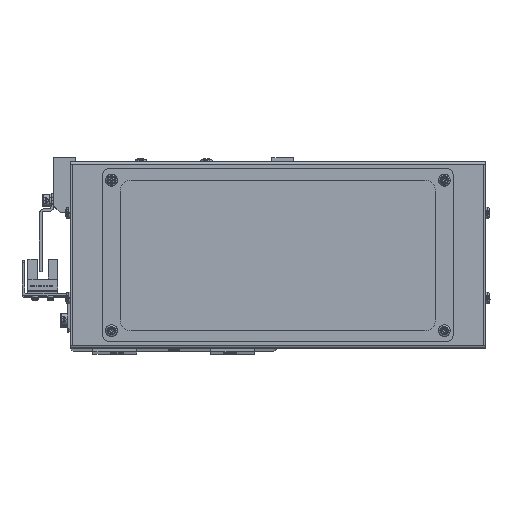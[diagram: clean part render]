
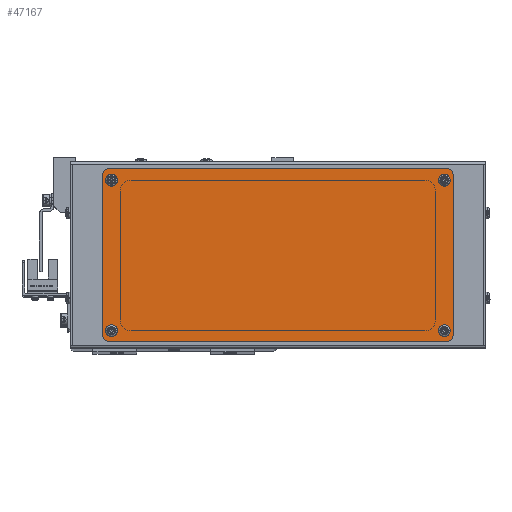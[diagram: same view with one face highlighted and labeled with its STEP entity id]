
A CAD part, top view. The second image highlights one B-rep face of the part: STEP entity #47167.
In plain terms, the highlighted face is planar.
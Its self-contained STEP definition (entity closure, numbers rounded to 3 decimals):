
#106 = EDGE_CURVE ( 'NONE', #65141, #4012, #63255, .T. ) ;
#554 = EDGE_LOOP ( 'NONE', ( #69028, #67359, #44184, #22482, #65976, #56816, #2921, #24164 ) ) ;
#735 = FACE_BOUND ( 'NONE', #18729, .T. ) ;
#2921 = ORIENTED_EDGE ( 'NONE', *, *, #65147, .F. ) ;
#3186 = DIRECTION ( 'NONE',  ( 0., 0., 1. ) ) ;
#3389 = AXIS2_PLACEMENT_3D ( 'NONE', #16021, #16006, #15929 ) ;
#4012 = VERTEX_POINT ( 'NONE', #51321 ) ;
#5083 = EDGE_CURVE ( 'NONE', #9005, #27197, #8350, .T. ) ;
#5126 = ORIENTED_EDGE ( 'NONE', *, *, #37428, .T. ) ;
#6623 = AXIS2_PLACEMENT_3D ( 'NONE', #12244, #50512, #17825 ) ;
#7044 = EDGE_CURVE ( 'NONE', #52276, #68833, #44757, .T. ) ;
#7539 = EDGE_CURVE ( 'NONE', #32228, #47555, #19032, .T. ) ;
#7712 = AXIS2_PLACEMENT_3D ( 'NONE', #50199, #17498, #55561 ) ;
#8350 = LINE ( 'NONE', #10048, #19576 ) ;
#9005 = VERTEX_POINT ( 'NONE', #31418 ) ;
#9197 = CARTESIAN_POINT ( 'NONE',  ( -74.55, 34.25, 0. ) ) ;
#9267 = DIRECTION ( 'NONE',  ( -1., 0., 0. ) ) ;
#9568 = LINE ( 'NONE', #30704, #51504 ) ;
#10048 = CARTESIAN_POINT ( 'NONE',  ( -77.25, 39.75, 0. ) ) ;
#11326 = CIRCLE ( 'NONE', #29130, 3. ) ;
#11854 = CARTESIAN_POINT ( 'NONE',  ( -77.25, 36.75, 0. ) ) ;
#12244 = CARTESIAN_POINT ( 'NONE',  ( -77.25, 36.75, 0. ) ) ;
#12734 = AXIS2_PLACEMENT_3D ( 'NONE', #29043, #66518, #34510 ) ;
#12801 = CARTESIAN_POINT ( 'NONE',  ( -80.25, -36.75, 0. ) ) ;
#13672 = FACE_BOUND ( 'NONE', #23753, .T. ) ;
#15408 = FACE_OUTER_BOUND ( 'NONE', #554, .T. ) ;
#15544 = CARTESIAN_POINT ( 'NONE',  ( -80.25, 36.75, 0. ) ) ;
#15929 = DIRECTION ( 'NONE',  ( 1., 0., 0. ) ) ;
#16006 = DIRECTION ( 'NONE',  ( 0., 0., 1. ) ) ;
#16021 = CARTESIAN_POINT ( 'NONE',  ( -76.25, -34.75, 0. ) ) ;
#16574 = EDGE_CURVE ( 'NONE', #70188, #9005, #31138, .T. ) ;
#17498 = DIRECTION ( 'NONE',  ( 0., 0., 1. ) ) ;
#17543 = DIRECTION ( 'NONE',  ( 0., 0., 1. ) ) ;
#17825 = DIRECTION ( 'NONE',  ( 1., 0., 0. ) ) ;
#17833 = CARTESIAN_POINT ( 'NONE',  ( -77.25, 39.75, 0. ) ) ;
#18671 = EDGE_CURVE ( 'NONE', #64243, #28181, #35116, .T. ) ;
#18729 = EDGE_LOOP ( 'NONE', ( #49914, #44224 ) ) ;
#19032 = CIRCLE ( 'NONE', #60452, 1.7 ) ;
#19366 = VECTOR ( 'NONE', #46718, 1000. ) ;
#19576 = VECTOR ( 'NONE', #9267, 1000. ) ;
#19764 = CARTESIAN_POINT ( 'NONE',  ( 77.25, -39.75, 0. ) ) ;
#19859 = CARTESIAN_POINT ( 'NONE',  ( 76.25, 34.25, 0. ) ) ;
#20464 = AXIS2_PLACEMENT_3D ( 'NONE', #59216, #59191, #59136 ) ;
#20844 = CIRCLE ( 'NONE', #7712, 1.7 ) ;
#21112 = LINE ( 'NONE', #30125, #19366 ) ;
#22211 = EDGE_CURVE ( 'NONE', #40762, #53711, #9568, .T. ) ;
#22482 = ORIENTED_EDGE ( 'NONE', *, *, #29986, .F. ) ;
#22503 = CARTESIAN_POINT ( 'NONE',  ( 77.25, -39.75, 0. ) ) ;
#23753 = EDGE_LOOP ( 'NONE', ( #26423, #63024 ) ) ;
#24164 = ORIENTED_EDGE ( 'NONE', *, *, #22211, .F. ) ;
#25384 = DIRECTION ( 'NONE',  ( 1., 0., 0. ) ) ;
#25466 = DIRECTION ( 'NONE',  ( 1., 0., 0. ) ) ;
#26423 = ORIENTED_EDGE ( 'NONE', *, *, #39171, .T. ) ;
#26720 = EDGE_CURVE ( 'NONE', #27197, #40762, #64117, .T. ) ;
#27197 = VERTEX_POINT ( 'NONE', #17833 ) ;
#27376 = CARTESIAN_POINT ( 'NONE',  ( -77.95, 34.25, 0. ) ) ;
#27523 = CARTESIAN_POINT ( 'NONE',  ( -74.55, -34.75, 0. ) ) ;
#28181 = VERTEX_POINT ( 'NONE', #27376 ) ;
#28369 = FACE_BOUND ( 'NONE', #33973, .T. ) ;
#29043 = CARTESIAN_POINT ( 'NONE',  ( -76.25, -34.75, 0. ) ) ;
#29130 = AXIS2_PLACEMENT_3D ( 'NONE', #50241, #17543, #55602 ) ;
#29709 = CARTESIAN_POINT ( 'NONE',  ( 80.25, -36.75, 0. ) ) ;
#29986 = EDGE_CURVE ( 'NONE', #60234, #70188, #21112, .T. ) ;
#30125 = CARTESIAN_POINT ( 'NONE',  ( 80.25, 36.75, 0. ) ) ;
#30619 = AXIS2_PLACEMENT_3D ( 'NONE', #11854, #33789, #60817 ) ;
#30704 = CARTESIAN_POINT ( 'NONE',  ( -80.25, -36.75, 0. ) ) ;
#30863 = DIRECTION ( 'NONE',  ( 0., -1., 0. ) ) ;
#31138 = CIRCLE ( 'NONE', #20464, 3. ) ;
#31245 = CARTESIAN_POINT ( 'NONE',  ( 76.25, -34.75, 0. ) ) ;
#31418 = CARTESIAN_POINT ( 'NONE',  ( 77.25, 39.75, 0. ) ) ;
#32228 = VERTEX_POINT ( 'NONE', #34553 ) ;
#32748 = EDGE_CURVE ( 'NONE', #28181, #64243, #20844, .T. ) ;
#33161 = ORIENTED_EDGE ( 'NONE', *, *, #18671, .T. ) ;
#33426 = AXIS2_PLACEMENT_3D ( 'NONE', #31245, #68609, #36724 ) ;
#33789 = DIRECTION ( 'NONE',  ( 0., 0., 1. ) ) ;
#33973 = EDGE_LOOP ( 'NONE', ( #48309, #33161 ) ) ;
#34145 = AXIS2_PLACEMENT_3D ( 'NONE', #19859, #57833, #25466 ) ;
#34510 = DIRECTION ( 'NONE',  ( 1., 0., 0. ) ) ;
#34553 = CARTESIAN_POINT ( 'NONE',  ( 77.95, -34.75, 0. ) ) ;
#35116 = CIRCLE ( 'NONE', #45670, 1.7 ) ;
#36139 = CARTESIAN_POINT ( 'NONE',  ( 77.25, -36.75, 0. ) ) ;
#36724 = DIRECTION ( 'NONE',  ( 1., 0., 0. ) ) ;
#37428 = EDGE_CURVE ( 'NONE', #47555, #32228, #49042, .T. ) ;
#38881 = AXIS2_PLACEMENT_3D ( 'NONE', #40447, #40165, #40011 ) ;
#39171 = EDGE_CURVE ( 'NONE', #68833, #52276, #61388, .T. ) ;
#40011 = DIRECTION ( 'NONE',  ( 1., 0., 0. ) ) ;
#40165 = DIRECTION ( 'NONE',  ( 0., 0., 1. ) ) ;
#40447 = CARTESIAN_POINT ( 'NONE',  ( 76.25, 34.25, 0. ) ) ;
#40762 = VERTEX_POINT ( 'NONE', #15544 ) ;
#41596 = DIRECTION ( 'NONE',  ( 1., 0., 0. ) ) ;
#42456 = CIRCLE ( 'NONE', #34145, 1.7 ) ;
#42944 = EDGE_CURVE ( 'NONE', #4012, #65141, #42456, .T. ) ;
#43283 = EDGE_LOOP ( 'NONE', ( #5126, #62395 ) ) ;
#43559 = EDGE_CURVE ( 'NONE', #53579, #60234, #64076, .T. ) ;
#44184 = ORIENTED_EDGE ( 'NONE', *, *, #16574, .F. ) ;
#44224 = ORIENTED_EDGE ( 'NONE', *, *, #42944, .T. ) ;
#44757 = CIRCLE ( 'NONE', #3389, 1.7 ) ;
#45670 = AXIS2_PLACEMENT_3D ( 'NONE', #50232, #50226, #50135 ) ;
#45903 = CARTESIAN_POINT ( 'NONE',  ( 80.25, 36.75, 0. ) ) ;
#46718 = DIRECTION ( 'NONE',  ( 0., 1., 0. ) ) ;
#47167 = ADVANCED_FACE ( 'NONE', ( #13672, #28369, #15408, #735, #69351 ), #55504, .F. ) ;
#47555 = VERTEX_POINT ( 'NONE', #59624 ) ;
#47634 = LINE ( 'NONE', #19764, #49335 ) ;
#48309 = ORIENTED_EDGE ( 'NONE', *, *, #32748, .T. ) ;
#48681 = CARTESIAN_POINT ( 'NONE',  ( -77.95, -34.75, 0. ) ) ;
#49042 = CIRCLE ( 'NONE', #33426, 1.7 ) ;
#49335 = VECTOR ( 'NONE', #25384, 1000. ) ;
#49594 = AXIS2_PLACEMENT_3D ( 'NONE', #36139, #3186, #41596 ) ;
#49914 = ORIENTED_EDGE ( 'NONE', *, *, #106, .T. ) ;
#50135 = DIRECTION ( 'NONE',  ( 1., 0., 0. ) ) ;
#50199 = CARTESIAN_POINT ( 'NONE',  ( -76.25, 34.25, 0. ) ) ;
#50226 = DIRECTION ( 'NONE',  ( 0., 0., 1. ) ) ;
#50232 = CARTESIAN_POINT ( 'NONE',  ( -76.25, 34.25, 0. ) ) ;
#50241 = CARTESIAN_POINT ( 'NONE',  ( -77.25, -36.75, 0. ) ) ;
#50512 = DIRECTION ( 'NONE',  ( 0., 0., 1. ) ) ;
#51321 = CARTESIAN_POINT ( 'NONE',  ( 77.95, 34.25, 0. ) ) ;
#51504 = VECTOR ( 'NONE', #30863, 1000. ) ;
#52276 = VERTEX_POINT ( 'NONE', #27523 ) ;
#53579 = VERTEX_POINT ( 'NONE', #22503 ) ;
#53711 = VERTEX_POINT ( 'NONE', #12801 ) ;
#54662 = VERTEX_POINT ( 'NONE', #54830 ) ;
#54830 = CARTESIAN_POINT ( 'NONE',  ( -77.25, -39.75, 0. ) ) ;
#55152 = CARTESIAN_POINT ( 'NONE',  ( 74.55, 34.25, 0. ) ) ;
#55504 = PLANE ( 'NONE',  #30619 ) ;
#55561 = DIRECTION ( 'NONE',  ( 1., 0., 0. ) ) ;
#55602 = DIRECTION ( 'NONE',  ( 1., 0., 0. ) ) ;
#56816 = ORIENTED_EDGE ( 'NONE', *, *, #62034, .F. ) ;
#57833 = DIRECTION ( 'NONE',  ( 0., 0., 1. ) ) ;
#59136 = DIRECTION ( 'NONE',  ( 1., 0., 0. ) ) ;
#59191 = DIRECTION ( 'NONE',  ( 0., 0., 1. ) ) ;
#59216 = CARTESIAN_POINT ( 'NONE',  ( 77.25, 36.75, 0. ) ) ;
#59624 = CARTESIAN_POINT ( 'NONE',  ( 74.55, -34.75, 0. ) ) ;
#60234 = VERTEX_POINT ( 'NONE', #29709 ) ;
#60452 = AXIS2_PLACEMENT_3D ( 'NONE', #67613, #67228, #66468 ) ;
#60817 = DIRECTION ( 'NONE',  ( 1., 0., 0. ) ) ;
#61388 = CIRCLE ( 'NONE', #12734, 1.7 ) ;
#62034 = EDGE_CURVE ( 'NONE', #54662, #53579, #47634, .T. ) ;
#62395 = ORIENTED_EDGE ( 'NONE', *, *, #7539, .T. ) ;
#63024 = ORIENTED_EDGE ( 'NONE', *, *, #7044, .T. ) ;
#63255 = CIRCLE ( 'NONE', #38881, 1.7 ) ;
#64076 = CIRCLE ( 'NONE', #49594, 3. ) ;
#64117 = CIRCLE ( 'NONE', #6623, 3. ) ;
#64243 = VERTEX_POINT ( 'NONE', #9197 ) ;
#65141 = VERTEX_POINT ( 'NONE', #55152 ) ;
#65147 = EDGE_CURVE ( 'NONE', #53711, #54662, #11326, .T. ) ;
#65976 = ORIENTED_EDGE ( 'NONE', *, *, #43559, .F. ) ;
#66468 = DIRECTION ( 'NONE',  ( 1., 0., 0. ) ) ;
#66518 = DIRECTION ( 'NONE',  ( 0., 0., 1. ) ) ;
#67228 = DIRECTION ( 'NONE',  ( 0., 0., 1. ) ) ;
#67359 = ORIENTED_EDGE ( 'NONE', *, *, #5083, .F. ) ;
#67613 = CARTESIAN_POINT ( 'NONE',  ( 76.25, -34.75, 0. ) ) ;
#68609 = DIRECTION ( 'NONE',  ( 0., 0., 1. ) ) ;
#68833 = VERTEX_POINT ( 'NONE', #48681 ) ;
#69028 = ORIENTED_EDGE ( 'NONE', *, *, #26720, .F. ) ;
#69351 = FACE_BOUND ( 'NONE', #43283, .T. ) ;
#70188 = VERTEX_POINT ( 'NONE', #45903 ) ;
